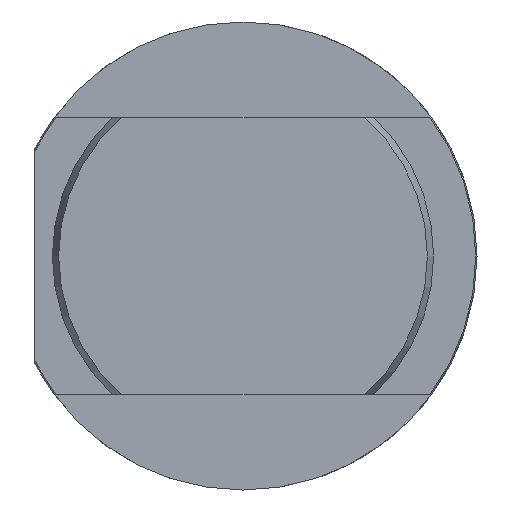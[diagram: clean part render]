
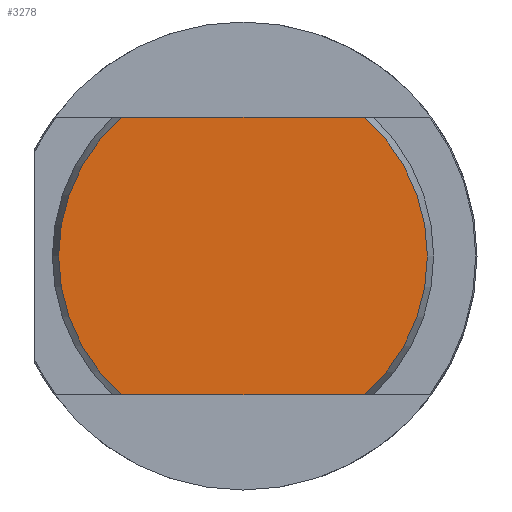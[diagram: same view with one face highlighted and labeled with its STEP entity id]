
A CAD part, left-side view. The second image highlights one B-rep face of the part: STEP entity #3278.
In plain terms, the highlighted planar face has unit normal (-1, 0, 0).
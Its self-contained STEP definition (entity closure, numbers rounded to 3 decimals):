
#489 = VERTEX_POINT ( 'NONE', #556 ) ;
#556 = CARTESIAN_POINT ( 'NONE',  ( 0., -7.009, 8. ) ) ;
#682 = CARTESIAN_POINT ( 'NONE',  ( 0., -7.009, -8. ) ) ;
#1001 = LINE ( 'NONE', #1612, #3412 ) ;
#1016 = CARTESIAN_POINT ( 'NONE',  ( 0., 0., 0. ) ) ;
#1017 = PLANE ( 'NONE',  #3913 ) ;
#1019 = DIRECTION ( 'NONE',  ( 1., 0., 0. ) ) ;
#1020 = DIRECTION ( 'NONE',  ( 0., 0., -1. ) ) ;
#1216 = CARTESIAN_POINT ( 'NONE',  ( 0., 7.009, 8. ) ) ;
#1286 = CARTESIAN_POINT ( 'NONE',  ( 0., 7.009, -8. ) ) ;
#1612 = CARTESIAN_POINT ( 'NONE',  ( 0., 12.75, 8. ) ) ;
#1616 = CARTESIAN_POINT ( 'NONE',  ( 0., 12.75, -8. ) ) ;
#1619 = CARTESIAN_POINT ( 'NONE',  ( 0., 0., 0. ) ) ;
#1620 = DIRECTION ( 'NONE',  ( 0., -1., 0. ) ) ;
#1621 = DIRECTION ( 'NONE',  ( -1., 0., 0. ) ) ;
#1622 = DIRECTION ( 'NONE',  ( 0., 0., -1. ) ) ;
#1624 = DIRECTION ( 'NONE',  ( 0., 1., 0. ) ) ;
#1655 = CARTESIAN_POINT ( 'NONE',  ( 0., 0., 0. ) ) ;
#1663 = DIRECTION ( 'NONE',  ( -1., 0., 0. ) ) ;
#1664 = DIRECTION ( 'NONE',  ( 0., 0., -1. ) ) ;
#2120 = VERTEX_POINT ( 'NONE', #682 ) ;
#2422 = FACE_OUTER_BOUND ( 'NONE', #3151, .T. ) ;
#2680 = ORIENTED_EDGE ( 'NONE', *, *, #3629, .F. ) ;
#2681 = ORIENTED_EDGE ( 'NONE', *, *, #3643, .T. ) ;
#2682 = ORIENTED_EDGE ( 'NONE', *, *, #3631, .F. ) ;
#2683 = ORIENTED_EDGE ( 'NONE', *, *, #3630, .T. ) ;
#3151 = EDGE_LOOP ( 'NONE', ( #2683, #2682, #2681, #2680 ) ) ;
#3278 = ADVANCED_FACE ( 'NONE', ( #2422 ), #1017, .F. ) ;
#3387 = VERTEX_POINT ( 'NONE', #1216 ) ;
#3397 = VECTOR ( 'NONE', #1624, 1000. ) ;
#3401 = CIRCLE ( 'NONE', #4010, 10.636 ) ;
#3403 = CIRCLE ( 'NONE', #4014, 10.636 ) ;
#3412 = VECTOR ( 'NONE', #1620, 1000. ) ;
#3422 = LINE ( 'NONE', #1616, #3397 ) ;
#3502 = VERTEX_POINT ( 'NONE', #1286 ) ;
#3629 = EDGE_CURVE ( 'NONE', #3387, #489, #1001, .T. ) ;
#3630 = EDGE_CURVE ( 'NONE', #3387, #3502, #3401, .T. ) ;
#3631 = EDGE_CURVE ( 'NONE', #2120, #3502, #3422, .T. ) ;
#3643 = EDGE_CURVE ( 'NONE', #2120, #489, #3403, .T. ) ;
#3913 = AXIS2_PLACEMENT_3D ( 'NONE', #1016, #1019, #1020 ) ;
#4010 = AXIS2_PLACEMENT_3D ( 'NONE', #1619, #1621, #1622 ) ;
#4014 = AXIS2_PLACEMENT_3D ( 'NONE', #1655, #1663, #1664 ) ;
